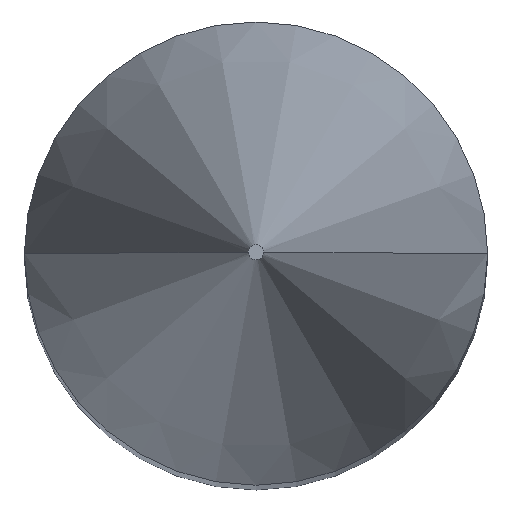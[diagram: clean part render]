
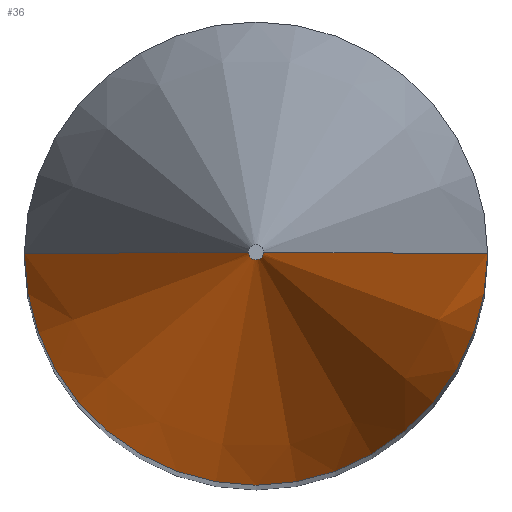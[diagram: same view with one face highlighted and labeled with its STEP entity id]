
A CAD part, top view. The second image highlights one B-rep face of the part: STEP entity #36.
In plain terms, the highlighted conical face has half-angle 15 degrees and reference radius 0.1 mm.
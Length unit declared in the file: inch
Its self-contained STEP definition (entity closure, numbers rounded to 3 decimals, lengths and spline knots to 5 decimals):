
#4 = EDGE_LOOP ( 'NONE', ( #68, #5, #217, #86 ) ) ;
#5 = ORIENTED_EDGE ( 'NONE', *, *, #164, .T. ) ;
#10 = EDGE_CURVE ( 'NONE', #48, #28, #87, .T. ) ;
#28 = VERTEX_POINT ( 'NONE', #233 ) ;
#36 = ADVANCED_FACE ( 'NONE', ( #109 ), #163, .T. ) ;
#39 = VECTOR ( 'NONE', #174, 39.37008 ) ;
#45 = VECTOR ( 'NONE', #232, 39.37008 ) ;
#48 = VERTEX_POINT ( 'NONE', #240 ) ;
#58 = LINE ( 'NONE', #231, #39 ) ;
#68 = ORIENTED_EDGE ( 'NONE', *, *, #190, .T. ) ;
#77 = CIRCLE ( 'NONE', #224, 0.11811 ) ;
#83 = DIRECTION ( 'NONE',  ( 0., 0., -1. ) ) ;
#86 = ORIENTED_EDGE ( 'NONE', *, *, #10, .F. ) ;
#87 = LINE ( 'NONE', #162, #45 ) ;
#101 = DIRECTION ( 'NONE',  ( 1., 0., 0. ) ) ;
#102 = CARTESIAN_POINT ( 'NONE',  ( 0., 0., 1.81799 ) ) ;
#108 = VERTEX_POINT ( 'NONE', #118 ) ;
#109 = FACE_OUTER_BOUND ( 'NONE', #4, .T. ) ;
#118 = CARTESIAN_POINT ( 'NONE',  ( -0.11811, 0., 1.81799 ) ) ;
#123 = CARTESIAN_POINT ( 'NONE',  ( -0.00394, 0., 2.24409 ) ) ;
#131 = AXIS2_PLACEMENT_3D ( 'NONE', #247, #161, #229 ) ;
#138 = DIRECTION ( 'NONE',  ( -1., 0., 0. ) ) ;
#159 = CIRCLE ( 'NONE', #131, 0.00394 ) ;
#161 = DIRECTION ( 'NONE',  ( 0., 0., -1. ) ) ;
#162 = CARTESIAN_POINT ( 'NONE',  ( 0.00394, 0., 2.24409 ) ) ;
#163 = CONICAL_SURFACE ( 'NONE', #181, 0.00394, 0.262 ) ;
#164 = EDGE_CURVE ( 'NONE', #238, #108, #58, .T. ) ;
#174 = DIRECTION ( 'NONE',  ( -0.259, 0., -0.966 ) ) ;
#179 = EDGE_CURVE ( 'NONE', #28, #108, #77, .T. ) ;
#181 = AXIS2_PLACEMENT_3D ( 'NONE', #187, #186, #101 ) ;
#186 = DIRECTION ( 'NONE',  ( 0., 0., -1. ) ) ;
#187 = CARTESIAN_POINT ( 'NONE',  ( 0., 0., 2.24409 ) ) ;
#190 = EDGE_CURVE ( 'NONE', #48, #238, #159, .T. ) ;
#217 = ORIENTED_EDGE ( 'NONE', *, *, #179, .F. ) ;
#224 = AXIS2_PLACEMENT_3D ( 'NONE', #102, #83, #138 ) ;
#229 = DIRECTION ( 'NONE',  ( -1., 0., 0. ) ) ;
#231 = CARTESIAN_POINT ( 'NONE',  ( -0.00394, 0., 2.24409 ) ) ;
#232 = DIRECTION ( 'NONE',  ( 0.259, 0., -0.966 ) ) ;
#233 = CARTESIAN_POINT ( 'NONE',  ( 0.11811, 0., 1.81799 ) ) ;
#238 = VERTEX_POINT ( 'NONE', #123 ) ;
#240 = CARTESIAN_POINT ( 'NONE',  ( 0.00394, 0., 2.24409 ) ) ;
#247 = CARTESIAN_POINT ( 'NONE',  ( 0., 0., 2.24409 ) ) ;
